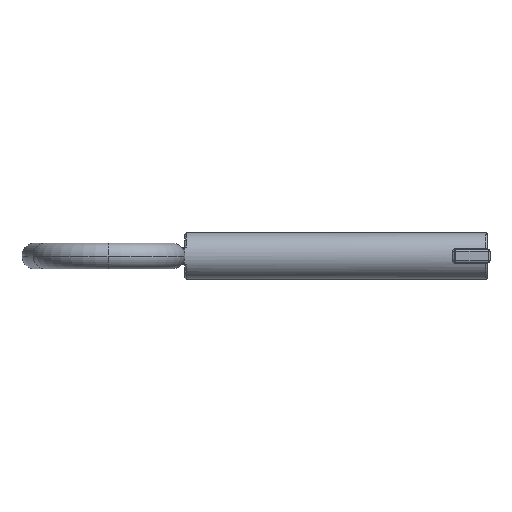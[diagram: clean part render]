
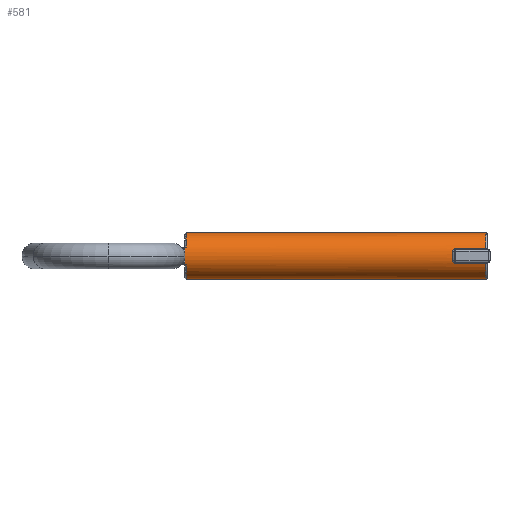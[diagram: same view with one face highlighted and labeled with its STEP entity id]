
A CAD part, left-side view. The second image highlights one B-rep face of the part: STEP entity #581.
In plain terms, the highlighted cylindrical face has radius 4.5 mm (diameter 9 mm), a partial arc.
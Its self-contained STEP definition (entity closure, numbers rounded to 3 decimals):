
#581=ADVANCED_FACE('',(#1358),#1359,.T.);
#1358=FACE_OUTER_BOUND('',#2417,.T.);
#1359=CYLINDRICAL_SURFACE('',#2418,4.5);
#2417=EDGE_LOOP('',(#5509,#5510,#5511,#5512,#5513,#5514,#5515,#5516,#5517,#5518,#5519,#5520,#5521,#5522,#5523,#5524));
#2418=AXIS2_PLACEMENT_3D('',#5525,#5526,#5527);
#5509=ORIENTED_EDGE('',*,*,#8363,.F.);
#5510=ORIENTED_EDGE('',*,*,#8364,.T.);
#5511=ORIENTED_EDGE('',*,*,#8365,.T.);
#5512=ORIENTED_EDGE('',*,*,#8366,.T.);
#5513=ORIENTED_EDGE('',*,*,#8367,.F.);
#5514=ORIENTED_EDGE('',*,*,#8368,.T.);
#5515=ORIENTED_EDGE('',*,*,#8369,.T.);
#5516=ORIENTED_EDGE('',*,*,#8359,.T.);
#5517=ORIENTED_EDGE('',*,*,#8370,.F.);
#5518=ORIENTED_EDGE('',*,*,#8356,.T.);
#5519=ORIENTED_EDGE('',*,*,#8371,.T.);
#5520=ORIENTED_EDGE('',*,*,#8372,.F.);
#5521=ORIENTED_EDGE('',*,*,#8373,.T.);
#5522=ORIENTED_EDGE('',*,*,#8374,.F.);
#5523=ORIENTED_EDGE('',*,*,#8375,.T.);
#5524=ORIENTED_EDGE('',*,*,#8376,.T.);
#5525=CARTESIAN_POINT('',(29.957,59.5,4.5));
#5526=DIRECTION('',(0.0,1.0,0.));
#5527=DIRECTION('',(0.0,0.,1.0));
#8356=EDGE_CURVE('',#9606,#9610,#9612,.T.);
#8359=EDGE_CURVE('',#9617,#9614,#9618,.T.);
#8363=EDGE_CURVE('',#9623,#9624,#9625,.T.);
#8364=EDGE_CURVE('',#9623,#9626,#9627,.T.);
#8365=EDGE_CURVE('',#9626,#9628,#9629,.T.);
#8366=EDGE_CURVE('',#9628,#9630,#9631,.T.);
#8367=EDGE_CURVE('',#9632,#9630,#9633,.T.);
#8368=EDGE_CURVE('',#9632,#9634,#9635,.T.);
#8369=EDGE_CURVE('',#9634,#9617,#9636,.T.);
#8370=EDGE_CURVE('',#9606,#9614,#9637,.T.);
#8371=EDGE_CURVE('',#9610,#9638,#9639,.T.);
#8372=EDGE_CURVE('',#9640,#9638,#9641,.T.);
#8373=EDGE_CURVE('',#9640,#9642,#9643,.T.);
#8374=EDGE_CURVE('',#9644,#9642,#9645,.T.);
#8375=EDGE_CURVE('',#9644,#9646,#9647,.T.);
#8376=EDGE_CURVE('',#9646,#9624,#9648,.T.);
#9606=VERTEX_POINT('',#11445);
#9610=VERTEX_POINT('',#11449);
#9612=CIRCLE('',#11454,4.5);
#9614=VERTEX_POINT('',#11456);
#9617=VERTEX_POINT('',#11459);
#9618=CIRCLE('',#11460,4.5);
#9623=VERTEX_POINT('',#11480);
#9624=VERTEX_POINT('',#11481);
#9625=LINE('',#11482,#11483);
#9626=VERTEX_POINT('',#11484);
#9627=CIRCLE('',#11485,4.5);
#9628=VERTEX_POINT('',#11486);
#9629=LINE('',#11487,#11488);
#9630=VERTEX_POINT('',#11489);
#9631=B_SPLINE_CURVE_WITH_KNOTS('',3,(#11490,#11491,#11492,#11493,#11494,#11495,#11496,#11497,#11498,#11499,#11500,#11501,#11502,#11503,#11504,#11505),.UNSPECIFIED.,.F.,.F.,(4,3,3,3,3,4),(0.0,0.196,0.392,0.595,0.813,1.0),.UNSPECIFIED.);
#9632=VERTEX_POINT('',#11506);
#9633=CIRCLE('',#11507,4.5);
#9634=VERTEX_POINT('',#11508);
#9635=B_SPLINE_CURVE_WITH_KNOTS('',3,(#11509,#11510,#11511,#11512,#11513,#11514,#11515,#11516,#11517,#11518,#11519,#11520,#11521,#11522,#11523,#11524),.UNSPECIFIED.,.F.,.F.,(4,3,3,3,3,4),(0.0,0.232,0.465,0.693,0.907,1.0),.UNSPECIFIED.);
#9636=LINE('',#11525,#11526);
#9637=LINE('',#11527,#11528);
#9638=VERTEX_POINT('',#11529);
#9639=LINE('',#11530,#11531);
#9640=VERTEX_POINT('',#11532);
#9641=B_SPLINE_CURVE_WITH_KNOTS('',3,(#11533,#11534,#11535,#11536,#11537,#11538),.UNSPECIFIED.,.F.,.F.,(4,2,4),(0.0,0.5,1.0),.UNSPECIFIED.);
#9642=VERTEX_POINT('',#11539);
#9643=CIRCLE('',#11540,4.5);
#9644=VERTEX_POINT('',#11541);
#9645=B_SPLINE_CURVE_WITH_KNOTS('',3,(#11542,#11543,#11544,#11545,#11546,#11547),.UNSPECIFIED.,.F.,.F.,(4,2,4),(0.0,0.5,1.0),.UNSPECIFIED.);
#9646=VERTEX_POINT('',#11548);
#9647=LINE('',#11549,#11550);
#9648=CIRCLE('',#11551,4.5);
#11445=CARTESIAN_POINT('',(29.957,0.8,0.));
#11449=CARTESIAN_POINT('',(25.699,0.8,3.047));
#11454=AXIS2_PLACEMENT_3D('',#15851,#15852,#15853);
#11456=CARTESIAN_POINT('',(29.957,59.2,0.));
#11459=CARTESIAN_POINT('',(25.812,59.2,2.75));
#11460=AXIS2_PLACEMENT_3D('',#15857,#15858,#15859);
#11480=CARTESIAN_POINT('',(29.957,59.2,9.));
#11481=CARTESIAN_POINT('',(29.957,0.8,9.));
#11482=CARTESIAN_POINT('',(29.957,59.5,9.));
#11483=VECTOR('',#15863,1.0);
#11484=CARTESIAN_POINT('',(25.812,59.2,6.25));
#11485=AXIS2_PLACEMENT_3D('',#15864,#15865,#15866);
#11486=CARTESIAN_POINT('',(25.812,59.8,6.25));
#11487=CARTESIAN_POINT('',(25.812,59.2,6.25));
#11488=VECTOR('',#15867,1.0);
#11489=CARTESIAN_POINT('',(25.697,59.5,5.95));
#11490=CARTESIAN_POINT('',(25.812,59.8,6.25));
#11491=CARTESIAN_POINT('',(25.812,59.768,6.25));
#11492=CARTESIAN_POINT('',(25.809,59.736,6.245));
#11493=CARTESIAN_POINT('',(25.805,59.706,6.235));
#11494=CARTESIAN_POINT('',(25.801,59.676,6.225));
#11495=CARTESIAN_POINT('',(25.795,59.648,6.21));
#11496=CARTESIAN_POINT('',(25.788,59.623,6.192));
#11497=CARTESIAN_POINT('',(25.78,59.597,6.173));
#11498=CARTESIAN_POINT('',(25.771,59.575,6.15));
#11499=CARTESIAN_POINT('',(25.761,59.556,6.125));
#11500=CARTESIAN_POINT('',(25.751,59.537,6.098));
#11501=CARTESIAN_POINT('',(25.739,59.522,6.067));
#11502=CARTESIAN_POINT('',(25.727,59.512,6.035));
#11503=CARTESIAN_POINT('',(25.717,59.504,6.008));
#11504=CARTESIAN_POINT('',(25.707,59.5,5.979));
#11505=CARTESIAN_POINT('',(25.697,59.5,5.95));
#11506=CARTESIAN_POINT('',(25.697,59.5,3.05));
#11507=AXIS2_PLACEMENT_3D('',#15868,#15869,#15870);
#11508=CARTESIAN_POINT('',(25.812,59.8,2.75));
#11509=CARTESIAN_POINT('',(25.697,59.5,3.05));
#11510=CARTESIAN_POINT('',(25.71,59.5,3.014));
#11511=CARTESIAN_POINT('',(25.722,59.506,2.979));
#11512=CARTESIAN_POINT('',(25.734,59.519,2.945));
#11513=CARTESIAN_POINT('',(25.747,59.531,2.912));
#11514=CARTESIAN_POINT('',(25.759,59.55,2.881));
#11515=CARTESIAN_POINT('',(25.77,59.573,2.853));
#11516=CARTESIAN_POINT('',(25.78,59.597,2.827));
#11517=CARTESIAN_POINT('',(25.789,59.625,2.803));
#11518=CARTESIAN_POINT('',(25.797,59.657,2.786));
#11519=CARTESIAN_POINT('',(25.803,59.687,2.77));
#11520=CARTESIAN_POINT('',(25.808,59.72,2.759));
#11521=CARTESIAN_POINT('',(25.81,59.754,2.753));
#11522=CARTESIAN_POINT('',(25.811,59.769,2.751));
#11523=CARTESIAN_POINT('',(25.812,59.785,2.75));
#11524=CARTESIAN_POINT('',(25.812,59.8,2.75));
#11525=CARTESIAN_POINT('',(25.812,59.5,2.75));
#11526=VECTOR('',#15871,1.0);
#11527=CARTESIAN_POINT('',(29.957,59.5,0.));
#11528=VECTOR('',#15872,1.0);
#11529=CARTESIAN_POINT('',(25.699,6.7,3.047));
#11530=CARTESIAN_POINT('',(25.699,59.5,3.047));
#11531=VECTOR('',#15873,1.0);
#11532=CARTESIAN_POINT('',(25.546,7.3,3.609));
#11533=CARTESIAN_POINT('',(25.546,7.3,3.609));
#11534=CARTESIAN_POINT('',(25.576,7.3,3.463));
#11535=CARTESIAN_POINT('',(25.614,7.236,3.318));
#11536=CARTESIAN_POINT('',(25.676,7.018,3.11));
#11537=CARTESIAN_POINT('',(25.699,6.86,3.047));
#11538=CARTESIAN_POINT('',(25.699,6.7,3.047));
#11539=CARTESIAN_POINT('',(25.546,7.3,5.391));
#11540=AXIS2_PLACEMENT_3D('',#15874,#15875,#15876);
#11541=CARTESIAN_POINT('',(25.699,6.7,5.953));
#11542=CARTESIAN_POINT('',(25.699,6.7,5.953));
#11543=CARTESIAN_POINT('',(25.699,6.861,5.953));
#11544=CARTESIAN_POINT('',(25.676,7.017,5.89));
#11545=CARTESIAN_POINT('',(25.614,7.236,5.682));
#11546=CARTESIAN_POINT('',(25.576,7.3,5.537));
#11547=CARTESIAN_POINT('',(25.546,7.3,5.391));
#11548=CARTESIAN_POINT('',(25.699,0.8,5.953));
#11549=CARTESIAN_POINT('',(25.699,59.5,5.953));
#11550=VECTOR('',#15877,1.0);
#11551=AXIS2_PLACEMENT_3D('',#15878,#15879,#15880);
#15851=CARTESIAN_POINT('',(29.957,0.8,4.5));
#15852=DIRECTION('',(0.0,1.0,0.));
#15853=DIRECTION('',(0.0,0.,1.0));
#15857=CARTESIAN_POINT('',(29.957,59.2,4.5));
#15858=DIRECTION('',(0.,-1.0,0.));
#15859=DIRECTION('',(0.,0.,1.0));
#15863=DIRECTION('',(-0.0,-1.0,0.));
#15864=CARTESIAN_POINT('',(29.957,59.2,4.5));
#15865=DIRECTION('',(0.0,-1.0,0.));
#15866=DIRECTION('',(0.0,0.,1.0));
#15867=DIRECTION('',(0.0,1.0,0.));
#15868=CARTESIAN_POINT('',(29.957,59.5,4.5));
#15869=DIRECTION('',(0.0,1.0,0.));
#15870=DIRECTION('',(0.0,0.,1.0));
#15871=DIRECTION('',(0.0,-1.0,0.));
#15872=DIRECTION('',(0.0,1.0,0.));
#15873=DIRECTION('',(0.0,1.0,0.));
#15874=CARTESIAN_POINT('',(29.957,7.3,4.5));
#15875=DIRECTION('',(0.0,1.0,0.));
#15876=DIRECTION('',(0.0,0.,-1.0));
#15877=DIRECTION('',(0.0,-1.0,0.));
#15878=CARTESIAN_POINT('',(29.957,0.8,4.5));
#15879=DIRECTION('',(0.0,1.0,0.));
#15880=DIRECTION('',(0.0,0.,1.0));
